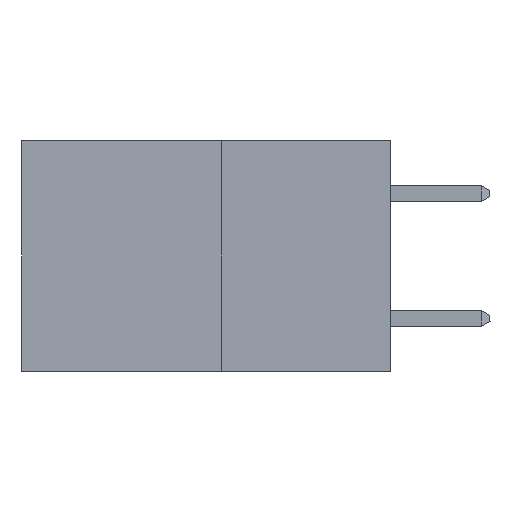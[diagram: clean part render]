
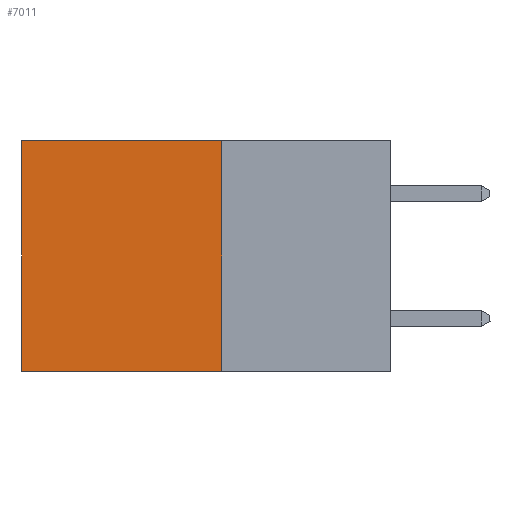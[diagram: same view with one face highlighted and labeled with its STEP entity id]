
A CAD part, left-side view. The second image highlights one B-rep face of the part: STEP entity #7011.
In plain terms, the highlighted planar face has unit normal (-1, 0, 0).
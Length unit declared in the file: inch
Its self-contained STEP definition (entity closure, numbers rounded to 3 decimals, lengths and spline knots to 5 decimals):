
#1 = EDGE_CURVE ( 'NONE', #10968, #646, #3893, .T. ) ;
#466 = CARTESIAN_POINT ( 'NONE',  ( 0.277, 0.59, -0.37 ) ) ;
#646 = VERTEX_POINT ( 'NONE', #13649 ) ;
#763 = VECTOR ( 'NONE', #10372, 39.37008 ) ;
#1175 = ORIENTED_EDGE ( 'NONE', *, *, #10324, .T. ) ;
#1221 = VECTOR ( 'NONE', #4737, 39.37008 ) ;
#1274 = DIRECTION ( 'NONE',  ( 0., 0., -1. ) ) ;
#1381 = PLANE ( 'NONE',  #9570 ) ;
#1517 = CARTESIAN_POINT ( 'NONE',  ( 0.277, 0.27, -0.37 ) ) ;
#1538 = DIRECTION ( 'NONE',  ( 1., 0., 0. ) ) ;
#1845 = VECTOR ( 'NONE', #9451, 39.37008 ) ;
#2929 = CARTESIAN_POINT ( 'NONE',  ( 0.277, 0.27, -0.37 ) ) ;
#3137 = CARTESIAN_POINT ( 'NONE',  ( 0.277, 0.59, 0. ) ) ;
#3636 = CARTESIAN_POINT ( 'NONE',  ( 0.277, 0.27, 0. ) ) ;
#3893 = LINE ( 'NONE', #9155, #763 ) ;
#4011 = VERTEX_POINT ( 'NONE', #4941 ) ;
#4601 = ORIENTED_EDGE ( 'NONE', *, *, #7556, .F. ) ;
#4737 = DIRECTION ( 'NONE',  ( 0., 1., 0. ) ) ;
#4790 = EDGE_LOOP ( 'NONE', ( #1175, #4601, #7623, #11191 ) ) ;
#4941 = CARTESIAN_POINT ( 'NONE',  ( 0.277, 0.59, -0.37 ) ) ;
#7011 = ADVANCED_FACE ( 'NONE', ( #10286 ), #1381, .F. ) ;
#7184 = LINE ( 'NONE', #3636, #1221 ) ;
#7556 = EDGE_CURVE ( 'NONE', #646, #4011, #7705, .T. ) ;
#7623 = ORIENTED_EDGE ( 'NONE', *, *, #1, .F. ) ;
#7705 = LINE ( 'NONE', #2929, #1845 ) ;
#7709 = VERTEX_POINT ( 'NONE', #3137 ) ;
#9155 = CARTESIAN_POINT ( 'NONE',  ( 0.277, 0.27, -0.37 ) ) ;
#9380 = EDGE_CURVE ( 'NONE', #10968, #7709, #7184, .T. ) ;
#9451 = DIRECTION ( 'NONE',  ( 0., 1., 0. ) ) ;
#9524 = VECTOR ( 'NONE', #12559, 39.37008 ) ;
#9570 = AXIS2_PLACEMENT_3D ( 'NONE', #1517, #1538, #1274 ) ;
#9848 = LINE ( 'NONE', #466, #9524 ) ;
#10286 = FACE_OUTER_BOUND ( 'NONE', #4790, .T. ) ;
#10324 = EDGE_CURVE ( 'NONE', #7709, #4011, #9848, .T. ) ;
#10372 = DIRECTION ( 'NONE',  ( 0., 0., -1. ) ) ;
#10968 = VERTEX_POINT ( 'NONE', #12162 ) ;
#11191 = ORIENTED_EDGE ( 'NONE', *, *, #9380, .T. ) ;
#12162 = CARTESIAN_POINT ( 'NONE',  ( 0.277, 0.27, 0. ) ) ;
#12559 = DIRECTION ( 'NONE',  ( 0., 0., -1. ) ) ;
#13649 = CARTESIAN_POINT ( 'NONE',  ( 0.277, 0.27, -0.37 ) ) ;
